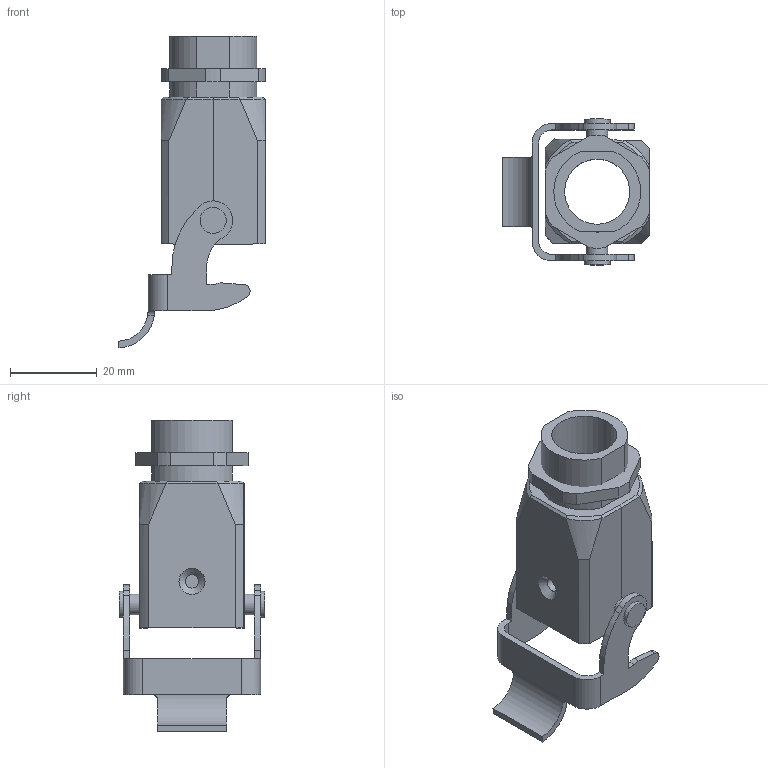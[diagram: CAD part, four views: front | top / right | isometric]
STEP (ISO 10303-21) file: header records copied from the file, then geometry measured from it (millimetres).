
FILE_DESCRIPTION(/* description */ (''),/* implementation_level */ '2;1');
FILE_NAME(/* name */ '100521838ugm000_b.stp',/* time_stamp */ '2017-10-30T09:05:25+01:00',/* author */ (''),/* organization */ (''),/* preprocessor_version */ 'ST-DEVELOPER v16',/* originating_system */ 'SIEMENS PLM Software NX 10.0',/* authorisation */ '');
FILE_SCHEMA (('AUTOMOTIVE_DESIGN { 1 0 10303 214 3 1 1 1 }'));
Length unit declared in the file: millimetre
Products named in the file (3): 19370031150_01-A-Han_3M-eg-QB-M20_01; 19370031150_01-A-Han_3M-eg-QB-M20_02; 100521838ugm000_b
Assembly tree (2 placements, depth 2):
  100521838ugm000_b
    19370031150_01-A-Han_3M-eg-QB-M20_02
    19370031150_01-A-Han_3M-eg-QB-M20_01
Bounding box: 33.76 x 33.6 x 71.69 mm (x, y, z)
Volume: 9287.6 mm3; surface area: 11512.7 mm2
Topology: 5 solids, 5 shells, 251 faces, 653 edges, 437 vertices
Faces by surface type: plane 159, cylinder 69, bspline 15, cone 6, torus 2
Full cylindrical faces by diameter (mm): 0.76 x1, 0.84 x1, 2.05 x2, 2.15 x2, 2.6 x2, 3.05 x1, 4.8 x2, 5 x2, 6 x2, 15 x1, 18.6 x1
Entity records: 9242 total; most frequent: CARTESIAN_POINT 1883, ORIENTED_EDGE 1246, DIRECTION 1197, EDGE_CURVE 623, VERTEX_POINT 425, LINE 407, VECTOR 407, AXIS2_PLACEMENT_3D 395
